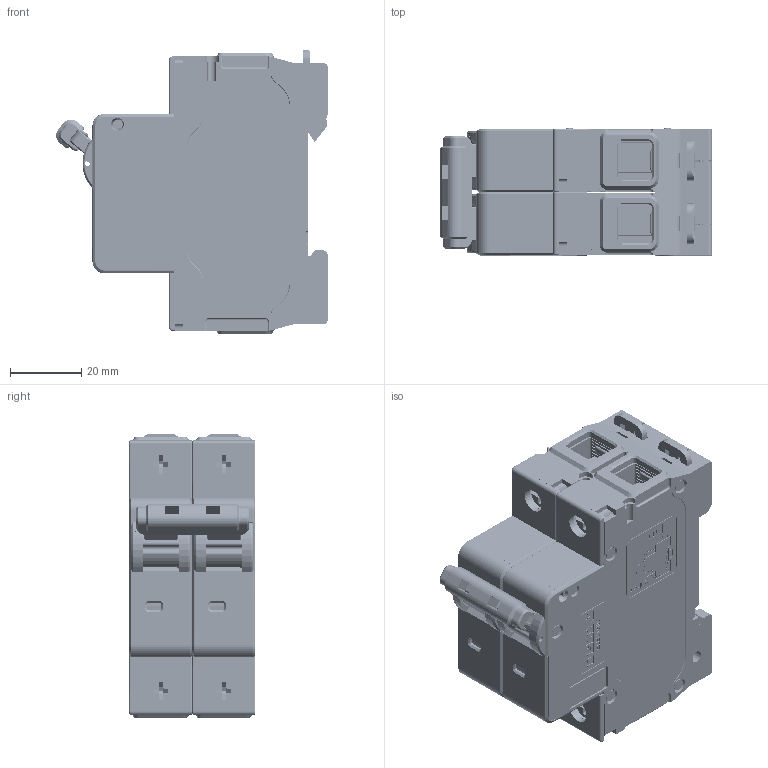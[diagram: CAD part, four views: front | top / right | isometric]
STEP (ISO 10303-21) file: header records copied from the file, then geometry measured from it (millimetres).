
FILE_DESCRIPTION((''),'2;1');
FILE_NAME('CDB6H-2P','2023-11-06T',('shuo.dai'),(''),'PRO/ENGINEER BY PARAMETRIC TECHNOLOGY CORPORATION, 2015440','PRO/ENGINEER BY PARAMETRIC TECHNOLOGY CORPORATION, 2015440','');
FILE_SCHEMA(('CONFIG_CONTROL_DESIGN'));
Products named in the file (1): CDB6H-2P
Bounding box: 76.13 x 35.55 x 79.9 mm (x, y, z)
Volume: 124592.3 mm3; surface area: 58727.7 mm2
Topology: 5 solids, 8 shells, 7881 faces, 21673 edges, 13994 vertices
Faces by surface type: plane 4953, cylinder 1621, extrusion 685, cone 262, torus 188, bspline 120, sphere 52
Entity records: 262918 total; most frequent: CARTESIAN_POINT 64661, ORIENTED_EDGE 43310, DIRECTION 37714, EDGE_CURVE 21655, VECTOR 16070, LINE 15385, VERTEX_POINT 13994, AXIS2_PLACEMENT_3D 10822
